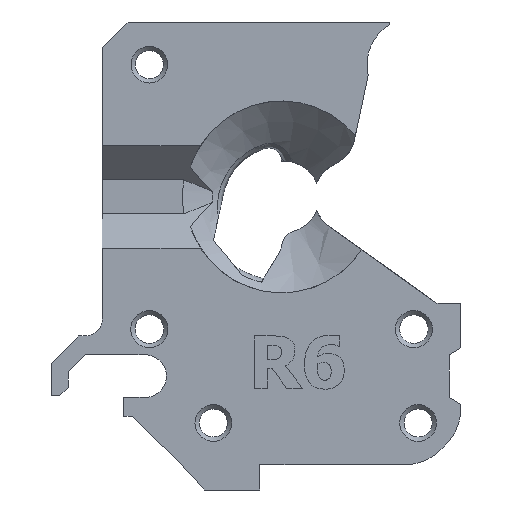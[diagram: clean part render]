
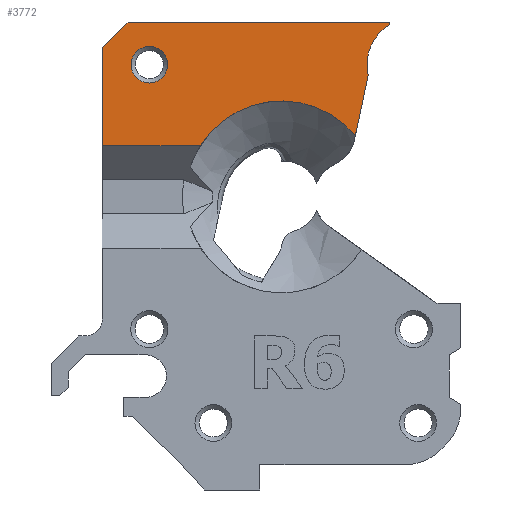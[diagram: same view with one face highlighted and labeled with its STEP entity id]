
A CAD part, front view. The second image highlights one B-rep face of the part: STEP entity #3772.
In plain terms, the highlighted planar face has unit normal (0, -1, 0).
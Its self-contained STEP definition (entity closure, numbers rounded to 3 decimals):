
#84=FACE_BOUND('',#1328,.T.);
#269=LINE('',#5270,#632);
#333=LINE('',#6129,#696);
#334=LINE('',#6131,#697);
#335=LINE('',#6133,#698);
#336=LINE('',#6136,#699);
#632=VECTOR('',#4303,10.);
#696=VECTOR('',#4485,10.);
#697=VECTOR('',#4486,10.);
#698=VECTOR('',#4487,10.);
#699=VECTOR('',#4490,10.);
#984=PLANE('',#4028);
#1120=FACE_OUTER_BOUND('',#1327,.T.);
#1327=EDGE_LOOP('',(#2830,#2831,#2832,#2833,#2834,#2835,#2836,#2837));
#1328=EDGE_LOOP('',(#2838));
#1541=CIRCLE('',#4025,0.2);
#1542=CIRCLE('',#4027,5.5);
#1543=CIRCLE('',#4029,11.25);
#1544=CIRCLE('',#4030,2.15);
#1643=VERTEX_POINT('',#5267);
#1644=VERTEX_POINT('',#5269);
#1732=VERTEX_POINT('',#6120);
#1733=VERTEX_POINT('',#6124);
#1734=VERTEX_POINT('',#6128);
#1735=VERTEX_POINT('',#6130);
#1736=VERTEX_POINT('',#6132);
#1737=VERTEX_POINT('',#6134);
#1738=VERTEX_POINT('',#6137);
#2031=EDGE_CURVE('',#1644,#1643,#269,.T.);
#2156=EDGE_CURVE('',#1644,#1732,#1541,.T.);
#2158=EDGE_CURVE('',#1733,#1732,#1542,.T.);
#2160=EDGE_CURVE('',#1643,#1734,#333,.T.);
#2161=EDGE_CURVE('',#1734,#1735,#334,.T.);
#2162=EDGE_CURVE('',#1735,#1736,#335,.T.);
#2163=EDGE_CURVE('',#1736,#1737,#1543,.T.);
#2164=EDGE_CURVE('',#1737,#1733,#336,.T.);
#2165=EDGE_CURVE('',#1738,#1738,#1544,.T.);
#2830=ORIENTED_EDGE('',*,*,#2156,.F.);
#2831=ORIENTED_EDGE('',*,*,#2031,.T.);
#2832=ORIENTED_EDGE('',*,*,#2160,.T.);
#2833=ORIENTED_EDGE('',*,*,#2161,.T.);
#2834=ORIENTED_EDGE('',*,*,#2162,.T.);
#2835=ORIENTED_EDGE('',*,*,#2163,.T.);
#2836=ORIENTED_EDGE('',*,*,#2164,.T.);
#2837=ORIENTED_EDGE('',*,*,#2158,.T.);
#2838=ORIENTED_EDGE('',*,*,#2165,.F.);
#3772=ADVANCED_FACE('',(#1120,#84),#984,.T.);
#4025=AXIS2_PLACEMENT_3D('',#6121,#4475,#4476);
#4027=AXIS2_PLACEMENT_3D('',#6125,#4480,#4481);
#4028=AXIS2_PLACEMENT_3D('',#6127,#4483,#4484);
#4029=AXIS2_PLACEMENT_3D('',#6135,#4488,#4489);
#4030=AXIS2_PLACEMENT_3D('',#6138,#4491,#4492);
#4303=DIRECTION('',(-1.,0.,0.));
#4475=DIRECTION('center_axis',(0.,1.,0.));
#4476=DIRECTION('ref_axis',(0.961,0.,0.277));
#4480=DIRECTION('center_axis',(0.,1.,0.));
#4481=DIRECTION('ref_axis',(-1.,0.,0.));
#4483=DIRECTION('center_axis',(0.,-1.,0.));
#4484=DIRECTION('ref_axis',(1.,0.,0.));
#4485=DIRECTION('',(-0.707,0.,-0.707));
#4486=DIRECTION('',(0.,0.,-1.));
#4487=DIRECTION('',(1.,0.,0.));
#4488=DIRECTION('center_axis',(0.,1.,0.));
#4489=DIRECTION('ref_axis',(1.,0.,0.));
#4490=DIRECTION('',(0.21,0.,0.978));
#4491=DIRECTION('center_axis',(0.,-1.,0.));
#4492=DIRECTION('ref_axis',(-1.,0.,0.));
#5267=CARTESIAN_POINT('',(-22.,-1.335,97.41));
#5269=CARTESIAN_POINT('',(8.465,-1.335,97.41));
#5270=CARTESIAN_POINT('',(14.,-1.335,97.41));
#6120=CARTESIAN_POINT('',(8.572,-1.335,97.041));
#6121=CARTESIAN_POINT('Origin',(8.465,-1.335,97.21));
#6124=CARTESIAN_POINT('',(6.149,-1.335,91.114));
#6125=CARTESIAN_POINT('Origin',(11.5,-1.335,92.385));
#6127=CARTESIAN_POINT('Origin',(-7.,-1.335,71.46));
#6128=CARTESIAN_POINT('',(-25.,-1.335,94.41));
#6129=CARTESIAN_POINT('',(-22.,-1.335,97.41));
#6130=CARTESIAN_POINT('',(-25.,-1.335,82.91));
#6131=CARTESIAN_POINT('',(-25.,-1.335,94.41));
#6132=CARTESIAN_POINT('',(-13.516,-1.335,82.91));
#6133=CARTESIAN_POINT('',(-16.1,-1.335,82.91));
#6134=CARTESIAN_POINT('',(4.642,-1.335,84.113));
#6135=CARTESIAN_POINT('Origin',(-4.,-1.335,76.91));
#6136=CARTESIAN_POINT('',(3.836,-1.335,80.37));
#6137=CARTESIAN_POINT('',(-17.35,-1.335,92.41));
#6138=CARTESIAN_POINT('Origin',(-19.5,-1.335,92.41));
